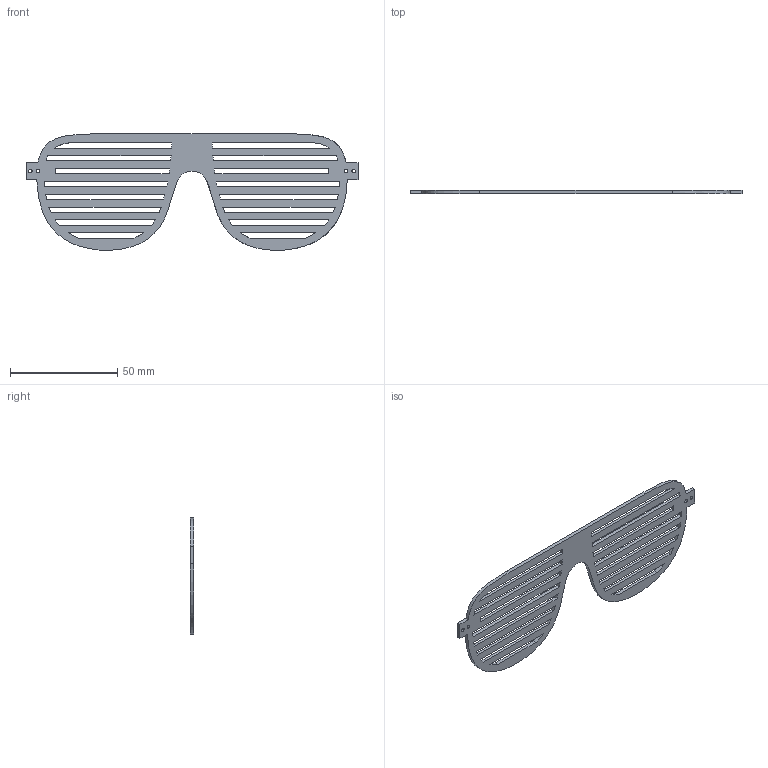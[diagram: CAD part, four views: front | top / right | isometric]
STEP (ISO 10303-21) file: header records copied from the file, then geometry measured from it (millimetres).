
FILE_DESCRIPTION(/* description */ (''),/* implementation_level */ '2;1');
FILE_NAME(/* name */ 'Front Panel.step',/* time_stamp */ '2022-11-30T22:06:10+11:00',/* author */ (''),/* organization */ (''),/* preprocessor_version */ 'ST-DEVELOPER v19.2',/* originating_system */ 'Autodesk Translation Framework v11.17.0.187',/* authorisation */ '');
FILE_SCHEMA (('AUTOMOTIVE_DESIGN { 1 0 10303 214 3 1 1 }'));
Length unit declared in the file: millimetre
Products named in the file (1): Front Panel
Bounding box: 155 x 1.6 x 54.45 mm (x, y, z)
Volume: 7117.4 mm3; surface area: 12339.8 mm2
Topology: 1 solids, 1 shells, 81 faces, 237 edges, 158 vertices
Faces by surface type: plane 43, bspline 24, cylinder 14
Full cylindrical faces by diameter (mm): 1.65 x4
Entity records: 3120 total; most frequent: CARTESIAN_POINT 1005, ORIENTED_EDGE 474, DIRECTION 333, EDGE_CURVE 237, LINE 161, VECTOR 161, VERTEX_POINT 158, EDGE_LOOP 121
